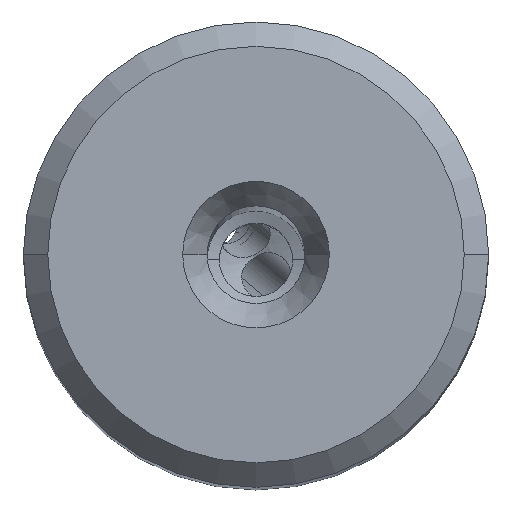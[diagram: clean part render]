
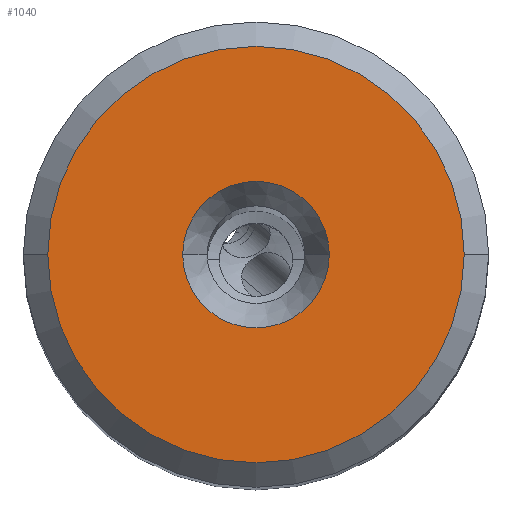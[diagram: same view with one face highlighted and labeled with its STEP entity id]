
A CAD part, top view. The second image highlights one B-rep face of the part: STEP entity #1040.
In plain terms, the highlighted planar face has unit normal (0, 0, 1).
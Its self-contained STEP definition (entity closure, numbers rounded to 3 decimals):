
#1040=ADVANCED_FACE('',(#1326,#1327),#1268,.T.);
#1268=PLANE('',#4348);
#1326=FACE_BOUND('',#1340,.T.);
#1327=FACE_BOUND('',#1341,.T.);
#1340=EDGE_LOOP('',(#1575,#1576,#1577,#1578));
#1341=EDGE_LOOP('',(#1579,#1580));
#1575=ORIENTED_EDGE('',*,*,#3323,.T.);
#1576=ORIENTED_EDGE('',*,*,#3324,.T.);
#1577=ORIENTED_EDGE('',*,*,#3325,.T.);
#1578=ORIENTED_EDGE('',*,*,#3326,.T.);
#1579=ORIENTED_EDGE('',*,*,#3327,.T.);
#1580=ORIENTED_EDGE('',*,*,#3328,.T.);
#2889=VERTEX_POINT('',#6110);
#2890=VERTEX_POINT('',#6111);
#2891=VERTEX_POINT('',#6113);
#2892=VERTEX_POINT('',#6115);
#2893=VERTEX_POINT('',#6118);
#2894=VERTEX_POINT('',#6119);
#3323=EDGE_CURVE('',#2889,#2890,#3980,.T.);
#3324=EDGE_CURVE('',#2890,#2891,#3981,.T.);
#3325=EDGE_CURVE('',#2891,#2892,#3982,.T.);
#3326=EDGE_CURVE('',#2892,#2889,#3983,.T.);
#3327=EDGE_CURVE('',#2893,#2894,#3984,.T.);
#3328=EDGE_CURVE('',#2894,#2893,#3985,.T.);
#3980=CIRCLE('',#4342,8.525);
#3981=CIRCLE('',#4343,8.525);
#3982=CIRCLE('',#4344,8.525);
#3983=CIRCLE('',#4345,8.525);
#3984=CIRCLE('',#4346,3.);
#3985=CIRCLE('',#4347,3.);
#4342=AXIS2_PLACEMENT_3D('',#6109,#4874,#4875);
#4343=AXIS2_PLACEMENT_3D('',#6112,#4876,#4877);
#4344=AXIS2_PLACEMENT_3D('',#6114,#4878,#4879);
#4345=AXIS2_PLACEMENT_3D('',#6116,#4880,#4881);
#4346=AXIS2_PLACEMENT_3D('',#6117,#4882,#4883);
#4347=AXIS2_PLACEMENT_3D('',#6120,#4884,#4885);
#4348=AXIS2_PLACEMENT_3D('',#6121,#4886,#4887);
#4874=DIRECTION('',(0.,0.,1.));
#4875=DIRECTION('',(0.,1.,0.));
#4876=DIRECTION('',(0.,0.,1.));
#4877=DIRECTION('',(-1.,0.,0.));
#4878=DIRECTION('',(0.,0.,1.));
#4879=DIRECTION('',(0.,-1.,0.));
#4880=DIRECTION('',(0.,0.,1.));
#4881=DIRECTION('',(1.,0.,0.));
#4882=DIRECTION('',(0.,0.,-1.));
#4883=DIRECTION('',(1.,0.,0.));
#4884=DIRECTION('',(0.,0.,-1.));
#4885=DIRECTION('',(-1.,0.,0.));
#4886=DIRECTION('',(0.,0.,1.));
#4887=DIRECTION('',(1.,0.,0.));
#6109=CARTESIAN_POINT('',(0.,0.,0.));
#6110=CARTESIAN_POINT('',(0.,8.525,0.));
#6111=CARTESIAN_POINT('',(-8.525,0.,0.));
#6112=CARTESIAN_POINT('',(0.,0.,0.));
#6113=CARTESIAN_POINT('',(0.,-8.525,0.));
#6114=CARTESIAN_POINT('',(0.,0.,0.));
#6115=CARTESIAN_POINT('',(8.525,0.,0.));
#6116=CARTESIAN_POINT('',(0.,0.,0.));
#6117=CARTESIAN_POINT('',(0.,0.,0.));
#6118=CARTESIAN_POINT('',(3.,0.,0.));
#6119=CARTESIAN_POINT('',(-3.,0.,0.));
#6120=CARTESIAN_POINT('',(0.,0.,0.));
#6121=CARTESIAN_POINT('',(0.,0.,0.));
